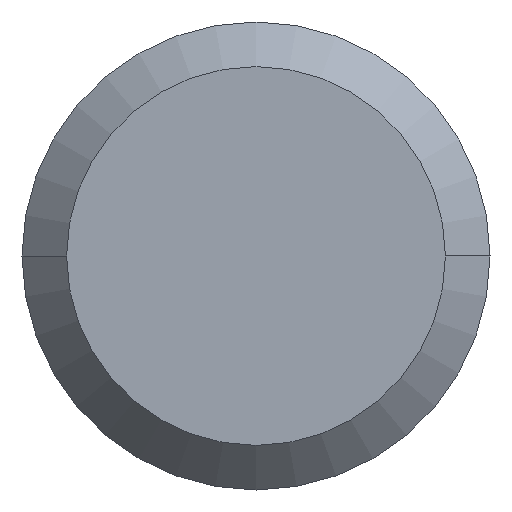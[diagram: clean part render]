
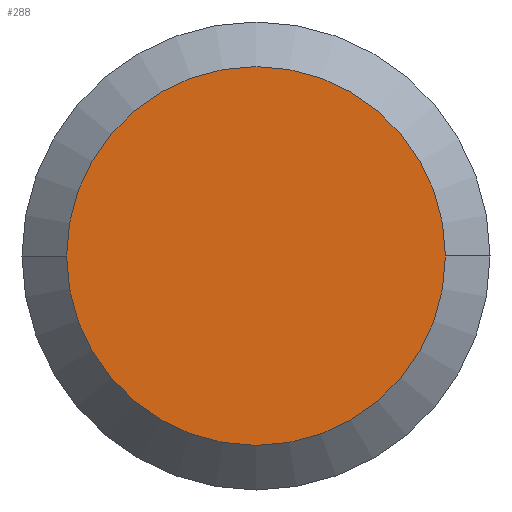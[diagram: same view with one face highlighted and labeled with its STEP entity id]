
A CAD part, left-side view. The second image highlights one B-rep face of the part: STEP entity #288.
In plain terms, the highlighted planar face has unit normal (-1, 0, 0).
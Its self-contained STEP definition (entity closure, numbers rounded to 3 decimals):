
#7 = EDGE_LOOP ( 'NONE', ( #262, #251 ) ) ;
#38 = PLANE ( 'NONE',  #167 ) ;
#44 = AXIS2_PLACEMENT_3D ( 'NONE', #341, #83, #160 ) ;
#83 = DIRECTION ( 'NONE',  ( 1., 0., 0. ) ) ;
#127 = EDGE_CURVE ( 'NONE', #410, #253, #337, .T. ) ;
#160 = DIRECTION ( 'NONE',  ( 0., 1., 0. ) ) ;
#167 = AXIS2_PLACEMENT_3D ( 'NONE', #179, #198, #267 ) ;
#179 = CARTESIAN_POINT ( 'NONE',  ( 0., 0., 0. ) ) ;
#198 = DIRECTION ( 'NONE',  ( -1., 0., 0. ) ) ;
#219 = FACE_OUTER_BOUND ( 'NONE', #7, .T. ) ;
#237 = CARTESIAN_POINT ( 'NONE',  ( 0., -3.238, 0. ) ) ;
#243 = DIRECTION ( 'NONE',  ( 1., 0., 0. ) ) ;
#250 = CIRCLE ( 'NONE', #44, 3.238 ) ;
#251 = ORIENTED_EDGE ( 'NONE', *, *, #127, .F. ) ;
#253 = VERTEX_POINT ( 'NONE', #399 ) ;
#262 = ORIENTED_EDGE ( 'NONE', *, *, #401, .F. ) ;
#267 = DIRECTION ( 'NONE',  ( 0., -1., 0. ) ) ;
#286 = AXIS2_PLACEMENT_3D ( 'NONE', #369, #243, #400 ) ;
#288 = ADVANCED_FACE ( 'NONE', ( #219 ), #38, .T. ) ;
#337 = CIRCLE ( 'NONE', #286, 3.238 ) ;
#341 = CARTESIAN_POINT ( 'NONE',  ( 0., 0., 0. ) ) ;
#369 = CARTESIAN_POINT ( 'NONE',  ( 0., 0., 0. ) ) ;
#399 = CARTESIAN_POINT ( 'NONE',  ( 0., 3.238, 0. ) ) ;
#400 = DIRECTION ( 'NONE',  ( 0., 1., 0. ) ) ;
#401 = EDGE_CURVE ( 'NONE', #253, #410, #250, .T. ) ;
#410 = VERTEX_POINT ( 'NONE', #237 ) ;
